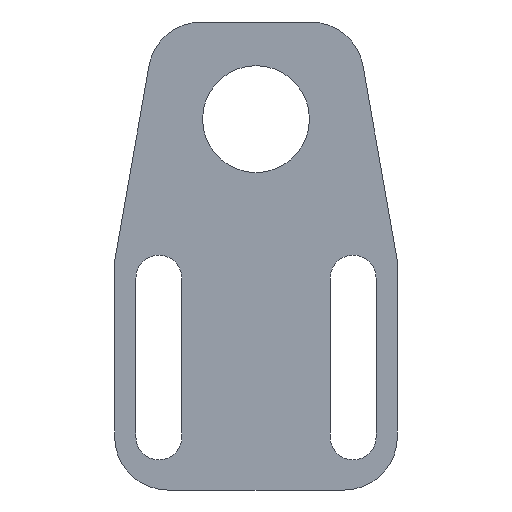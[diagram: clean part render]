
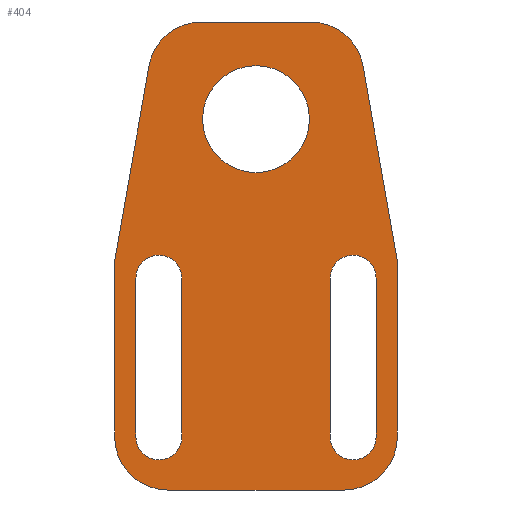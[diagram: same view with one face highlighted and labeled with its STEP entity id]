
A CAD part, front view. The second image highlights one B-rep face of the part: STEP entity #404.
In plain terms, the highlighted planar face has unit normal (0, -1, 0).
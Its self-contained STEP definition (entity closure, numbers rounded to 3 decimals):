
#38=CIRCLE('',#448,6.05);
#39=CIRCLE('',#449,2.6);
#40=CIRCLE('',#450,2.6);
#41=CIRCLE('',#451,2.6);
#42=CIRCLE('',#452,2.6);
#43=CIRCLE('',#453,6.);
#44=CIRCLE('',#454,6.);
#45=CIRCLE('',#455,6.);
#46=CIRCLE('',#456,6.);
#90=ORIENTED_EDGE('',*,*,#194,.T.);
#91=ORIENTED_EDGE('',*,*,#195,.F.);
#92=ORIENTED_EDGE('',*,*,#196,.F.);
#93=ORIENTED_EDGE('',*,*,#197,.F.);
#94=ORIENTED_EDGE('',*,*,#198,.F.);
#95=ORIENTED_EDGE('',*,*,#199,.T.);
#96=ORIENTED_EDGE('',*,*,#200,.T.);
#97=ORIENTED_EDGE('',*,*,#201,.T.);
#98=ORIENTED_EDGE('',*,*,#202,.T.);
#99=ORIENTED_EDGE('',*,*,#161,.T.);
#100=ORIENTED_EDGE('',*,*,#203,.T.);
#101=ORIENTED_EDGE('',*,*,#163,.T.);
#102=ORIENTED_EDGE('',*,*,#169,.T.);
#103=ORIENTED_EDGE('',*,*,#204,.T.);
#104=ORIENTED_EDGE('',*,*,#170,.T.);
#105=ORIENTED_EDGE('',*,*,#205,.T.);
#106=ORIENTED_EDGE('',*,*,#174,.T.);
#107=ORIENTED_EDGE('',*,*,#180,.T.);
#108=ORIENTED_EDGE('',*,*,#206,.T.);
#161=EDGE_CURVE('',#218,#217,#255,.T.);
#163=EDGE_CURVE('',#219,#220,#257,.T.);
#169=EDGE_CURVE('',#220,#224,#263,.T.);
#170=EDGE_CURVE('',#225,#226,#264,.T.);
#174=EDGE_CURVE('',#229,#230,#268,.T.);
#180=EDGE_CURVE('',#230,#234,#274,.T.);
#194=EDGE_CURVE('',#244,#244,#38,.F.);
#195=EDGE_CURVE('',#245,#246,#279,.T.);
#196=EDGE_CURVE('',#247,#245,#39,.T.);
#197=EDGE_CURVE('',#248,#247,#280,.T.);
#198=EDGE_CURVE('',#246,#248,#40,.T.);
#199=EDGE_CURVE('',#249,#250,#41,.F.);
#200=EDGE_CURVE('',#250,#251,#281,.T.);
#201=EDGE_CURVE('',#251,#252,#42,.F.);
#202=EDGE_CURVE('',#252,#249,#282,.T.);
#203=EDGE_CURVE('',#217,#219,#43,.T.);
#204=EDGE_CURVE('',#224,#225,#44,.T.);
#205=EDGE_CURVE('',#226,#229,#45,.T.);
#206=EDGE_CURVE('',#234,#218,#46,.T.);
#217=VERTEX_POINT('',#594);
#218=VERTEX_POINT('',#596);
#219=VERTEX_POINT('',#600);
#220=VERTEX_POINT('',#601);
#224=VERTEX_POINT('',#611);
#225=VERTEX_POINT('',#615);
#226=VERTEX_POINT('',#616);
#229=VERTEX_POINT('',#624);
#230=VERTEX_POINT('',#625);
#234=VERTEX_POINT('',#635);
#244=VERTEX_POINT('',#662);
#245=VERTEX_POINT('',#664);
#246=VERTEX_POINT('',#665);
#247=VERTEX_POINT('',#667);
#248=VERTEX_POINT('',#669);
#249=VERTEX_POINT('',#672);
#250=VERTEX_POINT('',#673);
#251=VERTEX_POINT('',#675);
#252=VERTEX_POINT('',#677);
#255=LINE('',#595,#293);
#257=LINE('',#599,#295);
#263=LINE('',#612,#301);
#264=LINE('',#614,#302);
#268=LINE('',#623,#306);
#274=LINE('',#636,#312);
#279=LINE('',#663,#317);
#280=LINE('',#668,#318);
#281=LINE('',#674,#319);
#282=LINE('',#678,#320);
#293=VECTOR('',#476,1000.);
#295=VECTOR('',#480,1000.);
#301=VECTOR('',#488,1000.);
#302=VECTOR('',#491,1000.);
#306=VECTOR('',#497,1000.);
#312=VECTOR('',#505,1000.);
#317=VECTOR('',#534,1000.);
#318=VECTOR('',#537,1000.);
#319=VECTOR('',#542,1000.);
#320=VECTOR('',#545,1000.);
#339=EDGE_LOOP('',(#90));
#340=EDGE_LOOP('',(#91,#92,#93,#94));
#341=EDGE_LOOP('',(#95,#96,#97,#98));
#342=EDGE_LOOP('',(#99,#100,#101,#102,#103,#104,#105,#106,#107,#108));
#367=FACE_BOUND('',#339,.T.);
#368=FACE_BOUND('',#340,.T.);
#369=FACE_BOUND('',#341,.T.);
#370=FACE_BOUND('',#342,.T.);
#392=PLANE('',#447);
#404=ADVANCED_FACE('',(#367,#368,#369,#370),#392,.T.);
#447=AXIS2_PLACEMENT_3D('',#660,#530,#531);
#448=AXIS2_PLACEMENT_3D('',#661,#532,#533);
#449=AXIS2_PLACEMENT_3D('',#666,#535,#536);
#450=AXIS2_PLACEMENT_3D('',#670,#538,#539);
#451=AXIS2_PLACEMENT_3D('',#671,#540,#541);
#452=AXIS2_PLACEMENT_3D('',#676,#543,#544);
#453=AXIS2_PLACEMENT_3D('',#679,#546,#547);
#454=AXIS2_PLACEMENT_3D('',#680,#548,#549);
#455=AXIS2_PLACEMENT_3D('',#681,#550,#551);
#456=AXIS2_PLACEMENT_3D('',#682,#552,#553);
#476=DIRECTION('',(-1.,0.,0.));
#480=DIRECTION('',(-0.174,0.,-0.985));
#488=DIRECTION('',(0.,0.,-1.));
#491=DIRECTION('',(1.,0.,0.));
#497=DIRECTION('',(0.,0.,1.));
#505=DIRECTION('',(-0.174,0.,0.985));
#530=DIRECTION('',(0.,-1.,0.));
#531=DIRECTION('',(0.,0.,-1.));
#532=DIRECTION('',(0.,-1.,0.));
#533=DIRECTION('',(0.,0.,-1.));
#534=DIRECTION('',(0.,0.,1.));
#535=DIRECTION('',(0.,-1.,0.));
#536=DIRECTION('',(0.,0.,-1.));
#537=DIRECTION('',(0.,0.,-1.));
#538=DIRECTION('',(0.,-1.,0.));
#539=DIRECTION('',(0.,0.,-1.));
#540=DIRECTION('',(0.,-1.,0.));
#541=DIRECTION('',(0.,0.,-1.));
#542=DIRECTION('',(0.,0.,-1.));
#543=DIRECTION('',(0.,-1.,0.));
#544=DIRECTION('',(0.,0.,-1.));
#545=DIRECTION('',(0.,0.,1.));
#546=DIRECTION('',(0.,-1.,0.));
#547=DIRECTION('',(0.,0.,-1.));
#548=DIRECTION('',(0.,-1.,0.));
#549=DIRECTION('',(0.,0.,-1.));
#550=DIRECTION('',(0.,-1.,0.));
#551=DIRECTION('',(0.,0.,-1.));
#552=DIRECTION('',(0.,-1.,0.));
#553=DIRECTION('',(0.,0.,-1.));
#594=CARTESIAN_POINT('',(-6.205,0.,28.));
#595=CARTESIAN_POINT('',(-11.592,0.,28.));
#596=CARTESIAN_POINT('',(6.205,0.,28.));
#599=CARTESIAN_POINT('',(-11.592,0.,26.));
#600=CARTESIAN_POINT('',(-12.113,0.,23.042));
#601=CARTESIAN_POINT('',(-16.,0.,1.));
#611=CARTESIAN_POINT('',(-16.,0.,-19.));
#612=CARTESIAN_POINT('',(-16.,0.,-25.));
#614=CARTESIAN_POINT('',(16.,0.,-25.));
#615=CARTESIAN_POINT('',(-10.,0.,-25.));
#616=CARTESIAN_POINT('',(10.,0.,-25.));
#623=CARTESIAN_POINT('',(16.,0.,1.));
#624=CARTESIAN_POINT('',(16.,0.,-19.));
#625=CARTESIAN_POINT('',(16.,0.,1.));
#635=CARTESIAN_POINT('',(12.113,0.,23.042));
#636=CARTESIAN_POINT('',(11.592,0.,26.));
#660=CARTESIAN_POINT('',(0.,0.,0.));
#661=CARTESIAN_POINT('',(0.,0.,17.));
#662=CARTESIAN_POINT('',(0.,0.,10.95));
#663=CARTESIAN_POINT('',(-8.4,0.,0.));
#664=CARTESIAN_POINT('',(-8.4,0.,-19.));
#665=CARTESIAN_POINT('',(-8.4,0.,-1.));
#666=CARTESIAN_POINT('',(-11.,0.,-19.));
#667=CARTESIAN_POINT('',(-13.6,0.,-19.));
#668=CARTESIAN_POINT('',(-13.6,0.,0.));
#669=CARTESIAN_POINT('',(-13.6,0.,-1.));
#670=CARTESIAN_POINT('',(-11.,0.,-1.));
#671=CARTESIAN_POINT('',(11.,0.,-1.));
#672=CARTESIAN_POINT('',(8.4,0.,-1.));
#673=CARTESIAN_POINT('',(13.6,0.,-1.));
#674=CARTESIAN_POINT('',(13.6,0.,0.));
#675=CARTESIAN_POINT('',(13.6,0.,-19.));
#676=CARTESIAN_POINT('',(11.,0.,-19.));
#677=CARTESIAN_POINT('',(8.4,0.,-19.));
#678=CARTESIAN_POINT('',(8.4,0.,0.));
#679=CARTESIAN_POINT('',(-6.205,0.,22.));
#680=CARTESIAN_POINT('',(-10.,0.,-19.));
#681=CARTESIAN_POINT('',(10.,0.,-19.));
#682=CARTESIAN_POINT('',(6.205,0.,22.));
